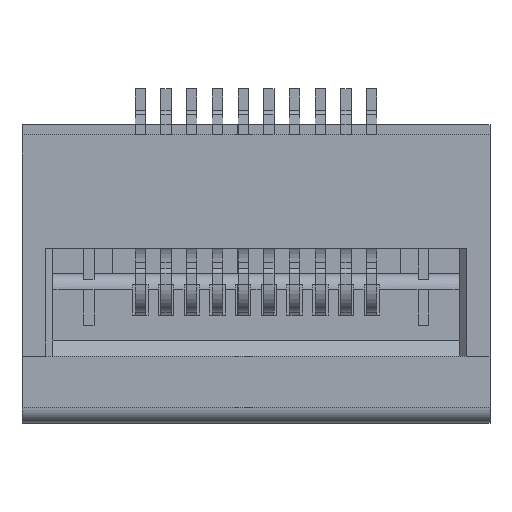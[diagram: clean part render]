
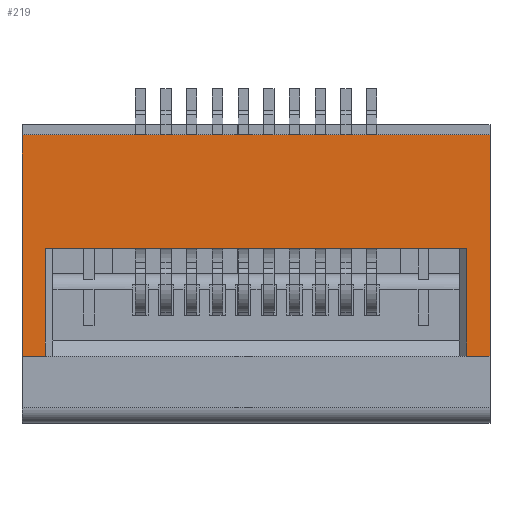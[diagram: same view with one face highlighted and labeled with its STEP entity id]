
A CAD part, top view. The second image highlights one B-rep face of the part: STEP entity #219.
In plain terms, the highlighted planar face has unit normal (0, 0, 1).
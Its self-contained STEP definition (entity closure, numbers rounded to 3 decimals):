
#219=ADVANCED_FACE('',(#916),#917,.T.);
#916=FACE_OUTER_BOUND('',#2244,.T.);
#917=PLANE('',#2245);
#2244=EDGE_LOOP('',(#3869,#3870,#3871,#3872,#3873,#3874,#3875,#3876));
#2245=AXIS2_PLACEMENT_3D('',#3877,#3878,#3879);
#3869=ORIENTED_EDGE('',*,*,#9728,.T.);
#3870=ORIENTED_EDGE('',*,*,#9729,.F.);
#3871=ORIENTED_EDGE('',*,*,#9730,.F.);
#3872=ORIENTED_EDGE('',*,*,#9731,.F.);
#3873=ORIENTED_EDGE('',*,*,#9732,.T.);
#3874=ORIENTED_EDGE('',*,*,#9662,.T.);
#3875=ORIENTED_EDGE('',*,*,#9733,.T.);
#3876=ORIENTED_EDGE('',*,*,#9734,.F.);
#3877=CARTESIAN_POINT('',(4.55,-2.25,1.1));
#3878=DIRECTION('',(0.0,0.0,1.0));
#3879=DIRECTION('',(1.0,0.0,0.0));
#9662=EDGE_CURVE('',#11840,#11838,#11841,.T.);
#9728=EDGE_CURVE('',#11938,#11939,#11940,.T.);
#9729=EDGE_CURVE('',#11941,#11939,#11942,.T.);
#9730=EDGE_CURVE('',#11943,#11941,#11944,.T.);
#9731=EDGE_CURVE('',#11945,#11943,#11946,.T.);
#9732=EDGE_CURVE('',#11945,#11840,#11947,.T.);
#9733=EDGE_CURVE('',#11838,#11948,#11949,.T.);
#9734=EDGE_CURVE('',#11938,#11948,#11950,.T.);
#11838=VERTEX_POINT('',#15315);
#11840=VERTEX_POINT('',#15318);
#11841=LINE('',#15319,#15320);
#11938=VERTEX_POINT('',#15482);
#11939=VERTEX_POINT('',#15483);
#11940=LINE('',#15484,#15485);
#11941=VERTEX_POINT('',#15486);
#11942=LINE('',#15487,#15488);
#11943=VERTEX_POINT('',#15489);
#11944=LINE('',#15490,#15491);
#11945=VERTEX_POINT('',#15492);
#11946=LINE('',#15493,#15494);
#11947=LINE('',#15495,#15496);
#11948=VERTEX_POINT('',#15497);
#11949=LINE('',#15498,#15499);
#11950=LINE('',#15500,#15501);
#15315=CARTESIAN_POINT('',(4.1,-0.15,1.1));
#15318=CARTESIAN_POINT('',(-4.1,-0.15,1.1));
#15319=CARTESIAN_POINT('',(2.8,-0.15,1.1));
#15320=VECTOR('',#19885,1000.0);
#15482=CARTESIAN_POINT('',(4.55,-2.25,1.1));
#15483=CARTESIAN_POINT('',(4.55,2.05,1.1));
#15484=CARTESIAN_POINT('',(4.55,-2.25,1.1));
#15485=VECTOR('',#19951,1000.0);
#15486=CARTESIAN_POINT('',(-4.55,2.05,1.1));
#15487=CARTESIAN_POINT('',(-5.837,2.05,1.1));
#15488=VECTOR('',#19952,1000.0);
#15489=CARTESIAN_POINT('',(-4.55,-2.25,1.1));
#15490=CARTESIAN_POINT('',(-4.55,-2.25,1.1));
#15491=VECTOR('',#19953,1000.0);
#15492=CARTESIAN_POINT('',(-4.1,-2.25,1.1));
#15493=CARTESIAN_POINT('',(4.55,-2.25,1.1));
#15494=VECTOR('',#19954,1000.0);
#15495=CARTESIAN_POINT('',(-4.1,-2.25,1.1));
#15496=VECTOR('',#19955,1000.0);
#15497=CARTESIAN_POINT('',(4.1,-2.25,1.1));
#15498=CARTESIAN_POINT('',(4.1,-2.25,1.1));
#15499=VECTOR('',#19956,1000.0);
#15500=CARTESIAN_POINT('',(4.55,-2.25,1.1));
#15501=VECTOR('',#19957,1000.0);
#19885=DIRECTION('',(1.0,0.0,0.0));
#19951=DIRECTION('',(0.0,1.0,0.0));
#19952=DIRECTION('',(1.0,0.0,0.0));
#19953=DIRECTION('',(0.0,1.0,0.0));
#19954=DIRECTION('',(-1.0,0.0,0.0));
#19955=DIRECTION('',(0.0,1.0,0.0));
#19956=DIRECTION('',(0.0,-1.0,0.0));
#19957=DIRECTION('',(-1.0,0.0,0.0));
